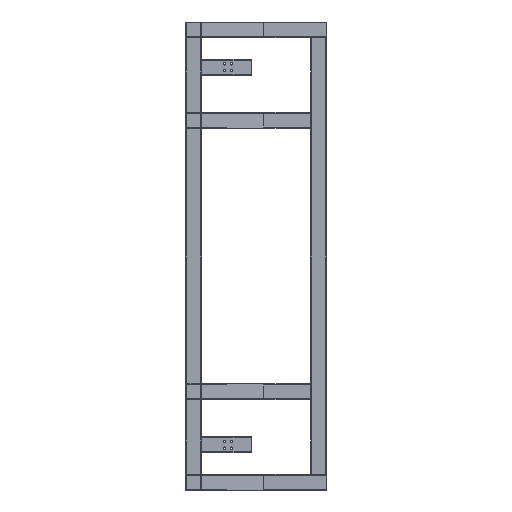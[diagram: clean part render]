
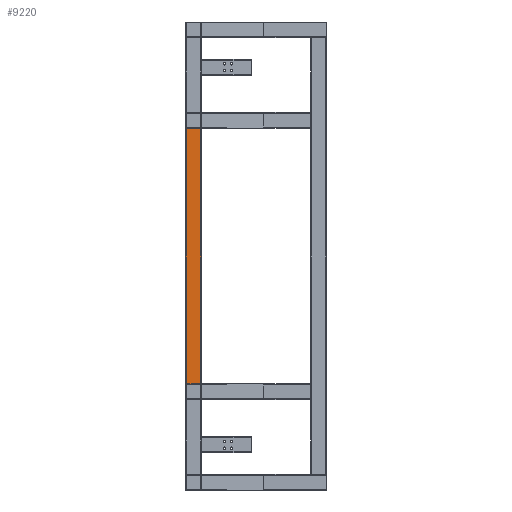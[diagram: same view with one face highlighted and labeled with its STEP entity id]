
A CAD part, front view. The second image highlights one B-rep face of the part: STEP entity #9220.
In plain terms, the highlighted planar face has unit normal (0, -1, 0).
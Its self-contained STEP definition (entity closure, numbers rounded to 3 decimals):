
#111 = LINE ( 'NONE', #14667, #12751 ) ;
#731 = DIRECTION ( 'NONE',  ( -1., 0., 0. ) ) ;
#1124 = EDGE_CURVE ( 'NONE', #1561, #18352, #7690, .T. ) ;
#1560 = DIRECTION ( 'NONE',  ( -1., 0., 0. ) ) ;
#1561 = VERTEX_POINT ( 'NONE', #14546 ) ;
#1693 = CARTESIAN_POINT ( 'NONE',  ( -125., -100., -205. ) ) ;
#2480 = EDGE_LOOP ( 'NONE', ( #20208, #11141, #7217, #11907 ) ) ;
#3418 = CARTESIAN_POINT ( 'NONE',  ( -100., -100., -205. ) ) ;
#3481 = EDGE_CURVE ( 'NONE', #15133, #21238, #11688, .T. ) ;
#3520 = CARTESIAN_POINT ( 'NONE',  ( -125., -100., 205. ) ) ;
#6901 = VECTOR ( 'NONE', #1560, 1000. ) ;
#7217 = ORIENTED_EDGE ( 'NONE', *, *, #1124, .F. ) ;
#7385 = CARTESIAN_POINT ( 'NONE',  ( -100., -100., 205. ) ) ;
#7690 = LINE ( 'NONE', #3418, #6901 ) ;
#8102 = VECTOR ( 'NONE', #731, 1000. ) ;
#8592 = DIRECTION ( 'NONE',  ( 0., -1., 0. ) ) ;
#8835 = EDGE_CURVE ( 'NONE', #15133, #1561, #10176, .T. ) ;
#8980 = CARTESIAN_POINT ( 'NONE',  ( -100., -100., 205. ) ) ;
#9100 = EDGE_CURVE ( 'NONE', #21238, #18352, #111, .T. ) ;
#9220 = ADVANCED_FACE ( 'NONE', ( #13754 ), #16851, .T. ) ;
#9273 = DIRECTION ( 'NONE',  ( 0., 0., -1. ) ) ;
#10176 = LINE ( 'NONE', #17435, #11210 ) ;
#11141 = ORIENTED_EDGE ( 'NONE', *, *, #9100, .T. ) ;
#11210 = VECTOR ( 'NONE', #9273, 1000. ) ;
#11688 = LINE ( 'NONE', #8980, #8102 ) ;
#11907 = ORIENTED_EDGE ( 'NONE', *, *, #8835, .F. ) ;
#12751 = VECTOR ( 'NONE', #13131, 1000. ) ;
#13131 = DIRECTION ( 'NONE',  ( 0., 0., -1. ) ) ;
#13754 = FACE_OUTER_BOUND ( 'NONE', #2480, .T. ) ;
#14546 = CARTESIAN_POINT ( 'NONE',  ( -100., -100., -205. ) ) ;
#14667 = CARTESIAN_POINT ( 'NONE',  ( -125., -100., 375. ) ) ;
#15133 = VERTEX_POINT ( 'NONE', #7385 ) ;
#15215 = CARTESIAN_POINT ( 'NONE',  ( -125., -100., 375. ) ) ;
#16574 = DIRECTION ( 'NONE',  ( 0., 0., -1. ) ) ;
#16851 = PLANE ( 'NONE',  #21081 ) ;
#17435 = CARTESIAN_POINT ( 'NONE',  ( -100., -100., 350. ) ) ;
#18352 = VERTEX_POINT ( 'NONE', #1693 ) ;
#20208 = ORIENTED_EDGE ( 'NONE', *, *, #3481, .T. ) ;
#21081 = AXIS2_PLACEMENT_3D ( 'NONE', #15215, #8592, #16574 ) ;
#21238 = VERTEX_POINT ( 'NONE', #3520 ) ;
